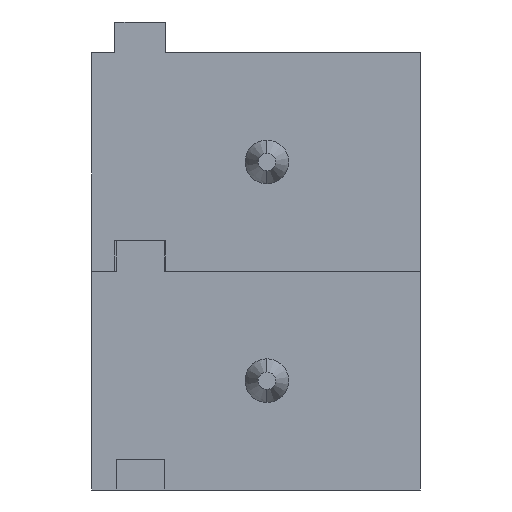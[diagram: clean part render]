
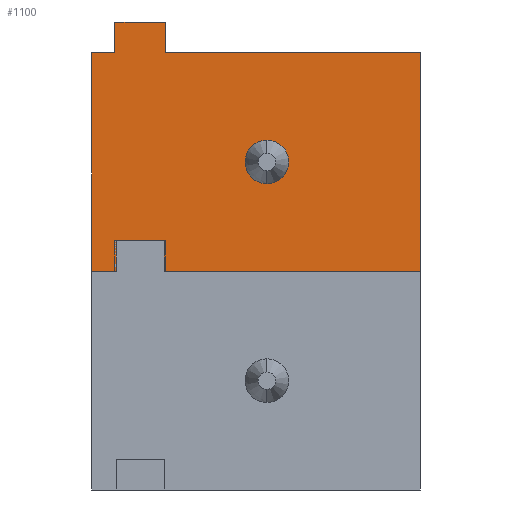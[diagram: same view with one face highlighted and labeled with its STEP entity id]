
A CAD part, front view. The second image highlights one B-rep face of the part: STEP entity #1100.
In plain terms, the highlighted planar face has unit normal (0, -1, 0).
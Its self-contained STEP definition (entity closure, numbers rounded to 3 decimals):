
#5 = ORIENTED_EDGE ( 'NONE', *, *, #58, .T. ) ;
#44 = FACE_BOUND ( 'NONE', #671, .T. ) ;
#56 = VERTEX_POINT ( 'NONE', #424 ) ;
#58 = EDGE_CURVE ( 'NONE', #802, #1938, #61, .T. ) ;
#61 = CIRCLE ( 'NONE', #1345, 0.5 ) ;
#79 = CARTESIAN_POINT ( 'NONE',  ( -603.862, -517.614, -5. ) ) ;
#91 = VERTEX_POINT ( 'NONE', #1227 ) ;
#121 = VERTEX_POINT ( 'NONE', #2060 ) ;
#130 = DIRECTION ( 'NONE',  ( 0., 1., 0. ) ) ;
#132 = CARTESIAN_POINT ( 'NONE',  ( -607.362, -517.614, -2. ) ) ;
#140 = CARTESIAN_POINT ( 'NONE',  ( -607.362, -517.614, -2.5 ) ) ;
#145 = LINE ( 'NONE', #729, #985 ) ;
#169 = VERTEX_POINT ( 'NONE', #958 ) ;
#187 = CARTESIAN_POINT ( 'NONE',  ( -607.612, -517.614, -5. ) ) ;
#190 = LINE ( 'NONE', #1975, #1850 ) ;
#211 = DIRECTION ( 'NONE',  ( 1., 0., 0. ) ) ;
#219 = CARTESIAN_POINT ( 'NONE',  ( -607.362, -517.614, -2.5 ) ) ;
#230 = VECTOR ( 'NONE', #1319, 1000. ) ;
#236 = LINE ( 'NONE', #1034, #1006 ) ;
#239 = LINE ( 'NONE', #475, #1898 ) ;
#251 = CARTESIAN_POINT ( 'NONE',  ( -609.687, -517.614, 0.7 ) ) ;
#288 = LINE ( 'NONE', #1497, #230 ) ;
#294 = VECTOR ( 'NONE', #712, 1000. ) ;
#309 = ORIENTED_EDGE ( 'NONE', *, *, #1946, .F. ) ;
#348 = LINE ( 'NONE', #1027, #294 ) ;
#357 = DIRECTION ( 'NONE',  ( 0., 0., -1. ) ) ;
#358 = DIRECTION ( 'NONE',  ( 0., 0., -1. ) ) ;
#361 = VERTEX_POINT ( 'NONE', #392 ) ;
#364 = EDGE_LOOP ( 'NONE', ( #1158, #1182, #1207, #2026, #1934, #924, #2048, #1799, #537, #2053, #309, #1748 ) ) ;
#388 = DIRECTION ( 'NONE',  ( 0., 0., -1. ) ) ;
#392 = CARTESIAN_POINT ( 'NONE',  ( -609.712, -517.614, -4.3 ) ) ;
#424 = CARTESIAN_POINT ( 'NONE',  ( -611.362, -517.614, 0. ) ) ;
#442 = FACE_OUTER_BOUND ( 'NONE', #364, .T. ) ;
#475 = CARTESIAN_POINT ( 'NONE',  ( -610.837, -517.614, 0.7 ) ) ;
#511 = PLANE ( 'NONE',  #1117 ) ;
#533 = DIRECTION ( 'NONE',  ( 0., 0., -1. ) ) ;
#537 = ORIENTED_EDGE ( 'NONE', *, *, #1782, .T. ) ;
#638 = CIRCLE ( 'NONE', #1434, 0.5 ) ;
#640 = LINE ( 'NONE', #657, #1854 ) ;
#656 = CARTESIAN_POINT ( 'NONE',  ( -609.687, -517.614, 0. ) ) ;
#657 = CARTESIAN_POINT ( 'NONE',  ( -609.687, -517.614, 0.459 ) ) ;
#671 = EDGE_LOOP ( 'NONE', ( #700, #5 ) ) ;
#688 = LINE ( 'NONE', #1195, #1055 ) ;
#700 = ORIENTED_EDGE ( 'NONE', *, *, #1884, .T. ) ;
#709 = VERTEX_POINT ( 'NONE', #79 ) ;
#712 = DIRECTION ( 'NONE',  ( 0., 0., 1. ) ) ;
#715 = VERTEX_POINT ( 'NONE', #251 ) ;
#722 = DIRECTION ( 'NONE',  ( 0., 0., -1. ) ) ;
#729 = CARTESIAN_POINT ( 'NONE',  ( -610.812, -517.614, -4.3 ) ) ;
#787 = LINE ( 'NONE', #1509, #1985 ) ;
#802 = VERTEX_POINT ( 'NONE', #132 ) ;
#825 = DIRECTION ( 'NONE',  ( 0., 0., -1. ) ) ;
#924 = ORIENTED_EDGE ( 'NONE', *, *, #1120, .F. ) ;
#958 = CARTESIAN_POINT ( 'NONE',  ( -609.712, -517.614, -5. ) ) ;
#978 = VERTEX_POINT ( 'NONE', #656 ) ;
#982 = CARTESIAN_POINT ( 'NONE',  ( -603.862, -517.614, 0. ) ) ;
#985 = VECTOR ( 'NONE', #1371, 1000. ) ;
#1006 = VECTOR ( 'NONE', #1203, 1000. ) ;
#1017 = CARTESIAN_POINT ( 'NONE',  ( -610.812, -517.614, -5. ) ) ;
#1027 = CARTESIAN_POINT ( 'NONE',  ( -603.862, -517.614, -5. ) ) ;
#1034 = CARTESIAN_POINT ( 'NONE',  ( -607.612, -517.614, -5. ) ) ;
#1041 = DIRECTION ( 'NONE',  ( -1., 0., 0. ) ) ;
#1055 = VECTOR ( 'NONE', #1355, 1000. ) ;
#1100 = ADVANCED_FACE ( 'NONE', ( #442, #44 ), #511, .T. ) ;
#1117 = AXIS2_PLACEMENT_3D ( 'NONE', #187, #1327, #358 ) ;
#1120 = EDGE_CURVE ( 'NONE', #1646, #715, #288, .T. ) ;
#1158 = ORIENTED_EDGE ( 'NONE', *, *, #1900, .T. ) ;
#1181 = CARTESIAN_POINT ( 'NONE',  ( -611.362, -517.614, -5. ) ) ;
#1182 = ORIENTED_EDGE ( 'NONE', *, *, #1920, .F. ) ;
#1184 = VERTEX_POINT ( 'NONE', #1017 ) ;
#1195 = CARTESIAN_POINT ( 'NONE',  ( -607.612, -517.614, 0. ) ) ;
#1203 = DIRECTION ( 'NONE',  ( -1., 0., 0. ) ) ;
#1206 = CARTESIAN_POINT ( 'NONE',  ( -607.362, -517.614, -3. ) ) ;
#1207 = ORIENTED_EDGE ( 'NONE', *, *, #1833, .T. ) ;
#1212 = VECTOR ( 'NONE', #533, 1000. ) ;
#1227 = CARTESIAN_POINT ( 'NONE',  ( -611.362, -517.614, -5. ) ) ;
#1319 = DIRECTION ( 'NONE',  ( 1., 0., 0. ) ) ;
#1327 = DIRECTION ( 'NONE',  ( 0., -1., 0. ) ) ;
#1345 = AXIS2_PLACEMENT_3D ( 'NONE', #140, #130, #357 ) ;
#1355 = DIRECTION ( 'NONE',  ( -1., 0., 0. ) ) ;
#1361 = DIRECTION ( 'NONE',  ( 0., 1., 0. ) ) ;
#1367 = VERTEX_POINT ( 'NONE', #1420 ) ;
#1371 = DIRECTION ( 'NONE',  ( 0., 0., -1. ) ) ;
#1420 = CARTESIAN_POINT ( 'NONE',  ( -610.812, -517.614, -4.3 ) ) ;
#1434 = AXIS2_PLACEMENT_3D ( 'NONE', #219, #1361, #388 ) ;
#1443 = LINE ( 'NONE', #1531, #1830 ) ;
#1470 = EDGE_CURVE ( 'NONE', #121, #1646, #239, .T. ) ;
#1497 = CARTESIAN_POINT ( 'NONE',  ( -609.687, -517.614, 0.7 ) ) ;
#1509 = CARTESIAN_POINT ( 'NONE',  ( -609.712, -517.614, -4.3 ) ) ;
#1515 = EDGE_CURVE ( 'NONE', #715, #978, #640, .T. ) ;
#1531 = CARTESIAN_POINT ( 'NONE',  ( -607.612, -517.614, -5. ) ) ;
#1542 = LINE ( 'NONE', #1819, #1897 ) ;
#1612 = VERTEX_POINT ( 'NONE', #982 ) ;
#1627 = CARTESIAN_POINT ( 'NONE',  ( -610.837, -517.614, 0.7 ) ) ;
#1634 = LINE ( 'NONE', #1181, #1212 ) ;
#1646 = VERTEX_POINT ( 'NONE', #1627 ) ;
#1658 = DIRECTION ( 'NONE',  ( -1., 0., 0. ) ) ;
#1748 = ORIENTED_EDGE ( 'NONE', *, *, #1811, .F. ) ;
#1782 = EDGE_CURVE ( 'NONE', #56, #91, #1634, .T. ) ;
#1799 = ORIENTED_EDGE ( 'NONE', *, *, #1848, .F. ) ;
#1811 = EDGE_CURVE ( 'NONE', #361, #1367, #787, .T. ) ;
#1819 = CARTESIAN_POINT ( 'NONE',  ( 0., -517.614, 0. ) ) ;
#1830 = VECTOR ( 'NONE', #1041, 1000. ) ;
#1833 = EDGE_CURVE ( 'NONE', #709, #1612, #348, .T. ) ;
#1848 = EDGE_CURVE ( 'NONE', #56, #121, #1542, .T. ) ;
#1850 = VECTOR ( 'NONE', #722, 1000. ) ;
#1854 = VECTOR ( 'NONE', #825, 1000. ) ;
#1863 = EDGE_CURVE ( 'NONE', #1612, #978, #688, .T. ) ;
#1884 = EDGE_CURVE ( 'NONE', #1938, #802, #638, .T. ) ;
#1897 = VECTOR ( 'NONE', #211, 1000. ) ;
#1898 = VECTOR ( 'NONE', #2056, 1000. ) ;
#1900 = EDGE_CURVE ( 'NONE', #361, #169, #190, .T. ) ;
#1920 = EDGE_CURVE ( 'NONE', #709, #169, #236, .T. ) ;
#1931 = EDGE_CURVE ( 'NONE', #1184, #91, #1443, .T. ) ;
#1934 = ORIENTED_EDGE ( 'NONE', *, *, #1515, .F. ) ;
#1938 = VERTEX_POINT ( 'NONE', #1206 ) ;
#1946 = EDGE_CURVE ( 'NONE', #1367, #1184, #145, .T. ) ;
#1975 = CARTESIAN_POINT ( 'NONE',  ( -609.712, -517.614, -4.3 ) ) ;
#1985 = VECTOR ( 'NONE', #1658, 1000. ) ;
#2026 = ORIENTED_EDGE ( 'NONE', *, *, #1863, .T. ) ;
#2048 = ORIENTED_EDGE ( 'NONE', *, *, #1470, .F. ) ;
#2053 = ORIENTED_EDGE ( 'NONE', *, *, #1931, .F. ) ;
#2056 = DIRECTION ( 'NONE',  ( 0., 0., 1. ) ) ;
#2060 = CARTESIAN_POINT ( 'NONE',  ( -610.837, -517.614, 0. ) ) ;
